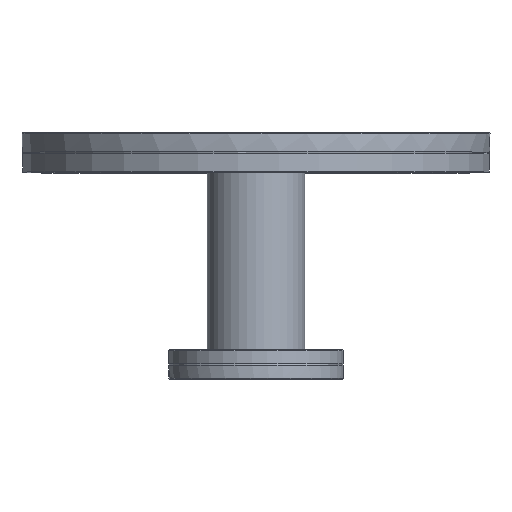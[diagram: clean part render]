
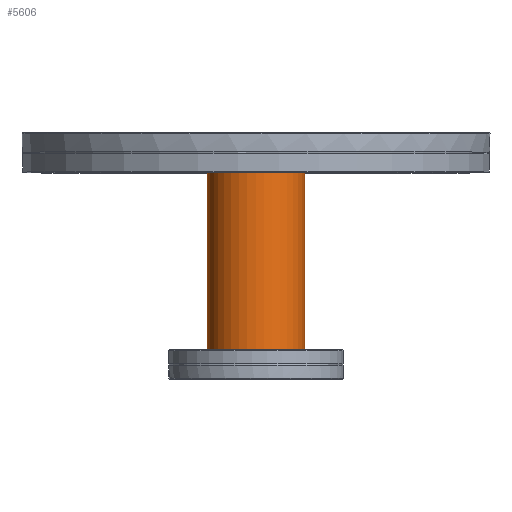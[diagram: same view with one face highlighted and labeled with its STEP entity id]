
A CAD part, top view. The second image highlights one B-rep face of the part: STEP entity #5606.
In plain terms, the highlighted cylindrical face has radius 31.75 mm (diameter 63.5 mm), a full revolution.
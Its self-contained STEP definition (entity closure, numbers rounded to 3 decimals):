
#1202=FACE_BOUND('',#2140,.T.);
#1548=FACE_OUTER_BOUND('',#2139,.T.);
#2139=EDGE_LOOP('',(#5184));
#2140=EDGE_LOOP('',(#5185));
#2462=CIRCLE('',#6271,31.75);
#2463=CIRCLE('',#6272,31.75);
#3010=VERTEX_POINT('',#33157);
#3011=VERTEX_POINT('',#33159);
#3736=EDGE_CURVE('',#3010,#3010,#2462,.T.);
#3737=EDGE_CURVE('',#3011,#3011,#2463,.T.);
#5184=ORIENTED_EDGE('',*,*,#3736,.F.);
#5185=ORIENTED_EDGE('',*,*,#3737,.F.);
#5262=CYLINDRICAL_SURFACE('',#6270,31.75);
#5606=ADVANCED_FACE('',(#1548,#1202),#5262,.T.);
#6270=AXIS2_PLACEMENT_3D('',#33156,#7632,#7633);
#6271=AXIS2_PLACEMENT_3D('',#33158,#7634,#7635);
#6272=AXIS2_PLACEMENT_3D('',#33160,#7636,#7637);
#7632=DIRECTION('center_axis',(0.,0.,1.));
#7633=DIRECTION('ref_axis',(-1.,0.,0.));
#7634=DIRECTION('center_axis',(0.,0.,1.));
#7635=DIRECTION('ref_axis',(-1.,0.,0.));
#7636=DIRECTION('center_axis',(0.,0.,-1.));
#7637=DIRECTION('ref_axis',(-1.,0.,0.));
#33156=CARTESIAN_POINT('Origin',(0.,0.,0.));
#33157=CARTESIAN_POINT('',(31.75,0.,149.33));
#33158=CARTESIAN_POINT('Origin',(0.,0.,149.33));
#33159=CARTESIAN_POINT('',(31.75,0.,0.));
#33160=CARTESIAN_POINT('Origin',(0.,0.,0.));
